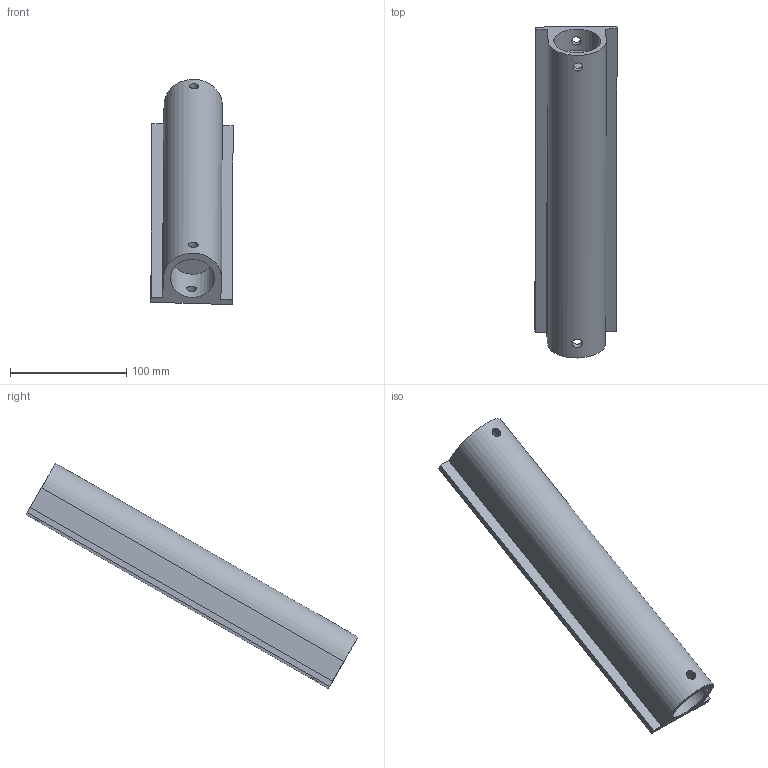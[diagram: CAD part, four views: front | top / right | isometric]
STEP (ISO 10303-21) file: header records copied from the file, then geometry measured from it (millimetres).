
FILE_DESCRIPTION(('CATIA V5 STEP Exchange'),'2;1');
FILE_NAME('bras usinage.stp','2018-08-06T21:10:37+00:00',('none'),('none'),'CATIA Version 5 Release 20 SP 6 (IN-10)','CATIA V5 STEP AP203','none');
FILE_SCHEMA(('CONFIG_CONTROL_DESIGN'));
Length unit declared in the file: millimetre
Products named in the file (1): bras usinage
Bounding box: 70.76 x 285.49 x 193.81 mm (x, y, z)
Volume: 625933.7 mm3; surface area: 77816.1 mm2
Topology: 1 solids, 1 shells, 24 faces, 60 edges, 40 vertices
Faces by surface type: cylinder 13, plane 11
Entity records: 843 total; most frequent: CARTESIAN_POINT 266, ORIENTED_EDGE 120, DIRECTION 78, EDGE_CURVE 60, VERTEX_POINT 40, VECTOR 34, EDGE_LOOP 34, LINE 34
